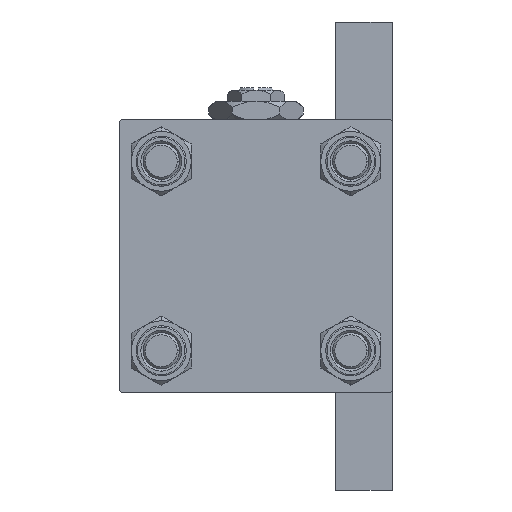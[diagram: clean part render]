
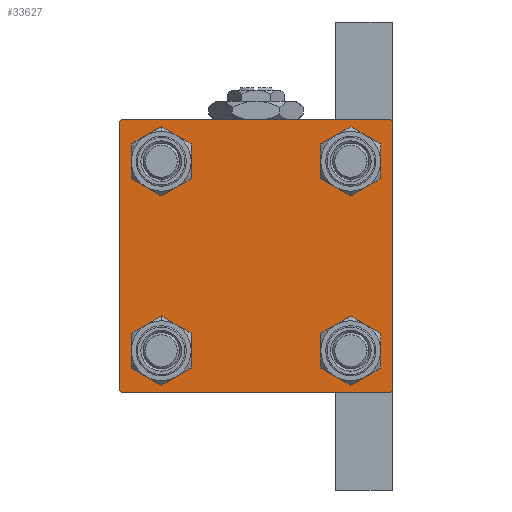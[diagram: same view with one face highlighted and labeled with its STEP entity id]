
A CAD part, left-side view. The second image highlights one B-rep face of the part: STEP entity #33627.
In plain terms, the highlighted planar face has unit normal (-1, 0, 0).
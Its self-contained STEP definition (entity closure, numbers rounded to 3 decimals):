
#598 = VERTEX_POINT ( 'NONE', #1441 ) ;
#1018 = EDGE_CURVE ( 'NONE', #14226, #20566, #21437, .T. ) ;
#1136 = EDGE_CURVE ( 'NONE', #7594, #598, #46751, .T. ) ;
#1441 = CARTESIAN_POINT ( 'NONE',  ( 0., -20.85, -25.35 ) ) ;
#2147 = CIRCLE ( 'NONE', #15209, 4.5 ) ;
#2238 = VERTEX_POINT ( 'NONE', #32077 ) ;
#2239 = ORIENTED_EDGE ( 'NONE', *, *, #1018, .T. ) ;
#2400 = LINE ( 'NONE', #37611, #43544 ) ;
#2565 = VECTOR ( 'NONE', #43782, 1000. ) ;
#2693 = VERTEX_POINT ( 'NONE', #13329 ) ;
#3606 = DIRECTION ( 'NONE',  ( 0., 0., 1. ) ) ;
#3935 = FACE_BOUND ( 'NONE', #27075, .T. ) ;
#4180 = DIRECTION ( 'NONE',  ( 0., 0., 1. ) ) ;
#4412 = EDGE_CURVE ( 'NONE', #37356, #11274, #47421, .T. ) ;
#5540 = CARTESIAN_POINT ( 'NONE',  ( 0., 20.85, 20.85 ) ) ;
#6610 = ORIENTED_EDGE ( 'NONE', *, *, #25739, .T. ) ;
#6839 = VERTEX_POINT ( 'NONE', #17633 ) ;
#6925 = VECTOR ( 'NONE', #18113, 1000. ) ;
#7269 = FACE_BOUND ( 'NONE', #9351, .T. ) ;
#7331 = DIRECTION ( 'NONE',  ( 1., 0., 0. ) ) ;
#7490 = CARTESIAN_POINT ( 'NONE',  ( 0., 30., 29.5 ) ) ;
#7594 = VERTEX_POINT ( 'NONE', #47475 ) ;
#7670 = DIRECTION ( 'NONE',  ( 1., 0., 0. ) ) ;
#8216 = DIRECTION ( 'NONE',  ( 0., -1., 0. ) ) ;
#8319 = AXIS2_PLACEMENT_3D ( 'NONE', #46263, #27160, #4180 ) ;
#9259 = CARTESIAN_POINT ( 'NONE',  ( 0., -20.85, 20.85 ) ) ;
#9351 = EDGE_LOOP ( 'NONE', ( #2239, #44171 ) ) ;
#9750 = ORIENTED_EDGE ( 'NONE', *, *, #28579, .T. ) ;
#9766 = DIRECTION ( 'NONE',  ( 1., 0., 0. ) ) ;
#10111 = VERTEX_POINT ( 'NONE', #42553 ) ;
#10718 = CARTESIAN_POINT ( 'NONE',  ( 0., 29.75, -29.75 ) ) ;
#10897 = DIRECTION ( 'NONE',  ( 0., 0., 1. ) ) ;
#10975 = VECTOR ( 'NONE', #8216, 1000. ) ;
#11131 = DIRECTION ( 'NONE',  ( 0., -1., 0. ) ) ;
#11274 = VERTEX_POINT ( 'NONE', #24455 ) ;
#11350 = FACE_BOUND ( 'NONE', #26061, .T. ) ;
#12089 = EDGE_LOOP ( 'NONE', ( #9750, #6610, #27793, #15250, #47336, #39859, #36959, #21277 ) ) ;
#13329 = CARTESIAN_POINT ( 'NONE',  ( 0., 29.5, 30. ) ) ;
#14164 = EDGE_CURVE ( 'NONE', #14223, #42718, #25173, .T. ) ;
#14223 = VERTEX_POINT ( 'NONE', #44031 ) ;
#14226 = VERTEX_POINT ( 'NONE', #17262 ) ;
#14241 = ORIENTED_EDGE ( 'NONE', *, *, #1136, .T. ) ;
#14334 = EDGE_CURVE ( 'NONE', #24742, #2238, #46055, .T. ) ;
#14566 = DIRECTION ( 'NONE',  ( 1., 0., 0. ) ) ;
#15209 = AXIS2_PLACEMENT_3D ( 'NONE', #23002, #34484, #3606 ) ;
#15250 = ORIENTED_EDGE ( 'NONE', *, *, #38998, .T. ) ;
#16407 = CARTESIAN_POINT ( 'NONE',  ( 0., -20.85, -20.85 ) ) ;
#16489 = AXIS2_PLACEMENT_3D ( 'NONE', #34879, #30288, #10897 ) ;
#16538 = ORIENTED_EDGE ( 'NONE', *, *, #4412, .T. ) ;
#17262 = CARTESIAN_POINT ( 'NONE',  ( 0., -20.85, 25.35 ) ) ;
#17633 = CARTESIAN_POINT ( 'NONE',  ( 0., 20.85, 25.35 ) ) ;
#17962 = EDGE_CURVE ( 'NONE', #14223, #36254, #28422, .T. ) ;
#18113 = DIRECTION ( 'NONE',  ( 0., -0.707, -0.707 ) ) ;
#18556 = DIRECTION ( 'NONE',  ( 0., 0.707, -0.707 ) ) ;
#18730 = CARTESIAN_POINT ( 'NONE',  ( 0., -29.5, 30. ) ) ;
#18883 = VECTOR ( 'NONE', #11131, 1000. ) ;
#18990 = CARTESIAN_POINT ( 'NONE',  ( 0., 29.5, -30. ) ) ;
#19393 = EDGE_CURVE ( 'NONE', #6839, #10111, #40241, .T. ) ;
#19999 = FACE_OUTER_BOUND ( 'NONE', #12089, .T. ) ;
#20039 = DIRECTION ( 'NONE',  ( 0., 0., -1. ) ) ;
#20566 = VERTEX_POINT ( 'NONE', #43753 ) ;
#20845 = VECTOR ( 'NONE', #18556, 1000. ) ;
#20847 = EDGE_CURVE ( 'NONE', #598, #7594, #36908, .T. ) ;
#21117 = DIRECTION ( 'NONE',  ( 0., 0., 1. ) ) ;
#21277 = ORIENTED_EDGE ( 'NONE', *, *, #44988, .T. ) ;
#21437 = CIRCLE ( 'NONE', #26353, 4.5 ) ;
#21802 = DIRECTION ( 'NONE',  ( 0., -0.707, 0.707 ) ) ;
#22176 = EDGE_CURVE ( 'NONE', #20566, #14226, #24692, .T. ) ;
#22389 = DIRECTION ( 'NONE',  ( 0., 0., 1. ) ) ;
#23002 = CARTESIAN_POINT ( 'NONE',  ( 0., 20.85, -20.85 ) ) ;
#23940 = AXIS2_PLACEMENT_3D ( 'NONE', #5540, #43799, #21117 ) ;
#23985 = CIRCLE ( 'NONE', #34554, 4.5 ) ;
#24322 = DIRECTION ( 'NONE',  ( 1., 0., 0. ) ) ;
#24455 = CARTESIAN_POINT ( 'NONE',  ( 0., 20.85, -16.35 ) ) ;
#24581 = EDGE_CURVE ( 'NONE', #2693, #36254, #42903, .T. ) ;
#24692 = CIRCLE ( 'NONE', #31234, 4.5 ) ;
#24742 = VERTEX_POINT ( 'NONE', #18990 ) ;
#25173 = LINE ( 'NONE', #28251, #2565 ) ;
#25739 = EDGE_CURVE ( 'NONE', #42614, #24742, #36766, .T. ) ;
#26061 = EDGE_LOOP ( 'NONE', ( #34397, #36112 ) ) ;
#26353 = AXIS2_PLACEMENT_3D ( 'NONE', #30901, #14566, #30134 ) ;
#27075 = EDGE_LOOP ( 'NONE', ( #44321, #16538 ) ) ;
#27160 = DIRECTION ( 'NONE',  ( -1., 0., 0. ) ) ;
#27793 = ORIENTED_EDGE ( 'NONE', *, *, #14334, .T. ) ;
#28026 = AXIS2_PLACEMENT_3D ( 'NONE', #35709, #7670, #31643 ) ;
#28041 = VERTEX_POINT ( 'NONE', #7490 ) ;
#28251 = CARTESIAN_POINT ( 'NONE',  ( 0., -30., 30. ) ) ;
#28422 = LINE ( 'NONE', #43954, #28751 ) ;
#28579 = EDGE_CURVE ( 'NONE', #28041, #42614, #38930, .T. ) ;
#28673 = DIRECTION ( 'NONE',  ( 0., 0.707, 0.707 ) ) ;
#28751 = VECTOR ( 'NONE', #28673, 1000. ) ;
#29277 = EDGE_CURVE ( 'NONE', #11274, #37356, #2147, .T. ) ;
#30134 = DIRECTION ( 'NONE',  ( 0., 0., 1. ) ) ;
#30142 = EDGE_LOOP ( 'NONE', ( #14241, #42570 ) ) ;
#30288 = DIRECTION ( 'NONE',  ( 1., 0., 0. ) ) ;
#30521 = CARTESIAN_POINT ( 'NONE',  ( 0., 30., -30. ) ) ;
#30808 = CARTESIAN_POINT ( 'NONE',  ( 0., 20.85, 20.85 ) ) ;
#30901 = CARTESIAN_POINT ( 'NONE',  ( 0., -20.85, 20.85 ) ) ;
#31234 = AXIS2_PLACEMENT_3D ( 'NONE', #9259, #24322, #32225 ) ;
#31248 = PLANE ( 'NONE',  #8319 ) ;
#31643 = DIRECTION ( 'NONE',  ( 0., 0., 1. ) ) ;
#32077 = CARTESIAN_POINT ( 'NONE',  ( 0., -29.5, -30. ) ) ;
#32225 = DIRECTION ( 'NONE',  ( 0., 0., 1. ) ) ;
#33174 = CARTESIAN_POINT ( 'NONE',  ( 0., -30., -29.5 ) ) ;
#33627 = ADVANCED_FACE ( 'NONE', ( #7269, #42698, #3935, #11350, #19999 ), #31248, .T. ) ;
#34397 = ORIENTED_EDGE ( 'NONE', *, *, #19393, .T. ) ;
#34484 = DIRECTION ( 'NONE',  ( 1., 0., 0. ) ) ;
#34554 = AXIS2_PLACEMENT_3D ( 'NONE', #30808, #7331, #22389 ) ;
#34879 = CARTESIAN_POINT ( 'NONE',  ( 0., 20.85, -20.85 ) ) ;
#35709 = CARTESIAN_POINT ( 'NONE',  ( 0., -20.85, -20.85 ) ) ;
#36112 = ORIENTED_EDGE ( 'NONE', *, *, #38139, .T. ) ;
#36254 = VERTEX_POINT ( 'NONE', #18730 ) ;
#36565 = CARTESIAN_POINT ( 'NONE',  ( 0., 20.85, -25.35 ) ) ;
#36766 = LINE ( 'NONE', #10718, #6925 ) ;
#36908 = CIRCLE ( 'NONE', #44191, 4.5 ) ;
#36959 = ORIENTED_EDGE ( 'NONE', *, *, #24581, .F. ) ;
#37356 = VERTEX_POINT ( 'NONE', #36565 ) ;
#37611 = CARTESIAN_POINT ( 'NONE',  ( 0., -29.75, -29.75 ) ) ;
#37701 = CARTESIAN_POINT ( 'NONE',  ( 0., 29.75, 29.75 ) ) ;
#38139 = EDGE_CURVE ( 'NONE', #10111, #6839, #23985, .T. ) ;
#38602 = CARTESIAN_POINT ( 'NONE',  ( 0., 30., 30. ) ) ;
#38930 = LINE ( 'NONE', #46306, #39618 ) ;
#38998 = EDGE_CURVE ( 'NONE', #2238, #42718, #2400, .T. ) ;
#39618 = VECTOR ( 'NONE', #20039, 1000. ) ;
#39859 = ORIENTED_EDGE ( 'NONE', *, *, #17962, .T. ) ;
#40136 = DIRECTION ( 'NONE',  ( 0., 0., 1. ) ) ;
#40241 = CIRCLE ( 'NONE', #23940, 4.5 ) ;
#41694 = CARTESIAN_POINT ( 'NONE',  ( 0., 30., -29.5 ) ) ;
#42553 = CARTESIAN_POINT ( 'NONE',  ( 0., 20.85, 16.35 ) ) ;
#42570 = ORIENTED_EDGE ( 'NONE', *, *, #20847, .T. ) ;
#42614 = VERTEX_POINT ( 'NONE', #41694 ) ;
#42698 = FACE_BOUND ( 'NONE', #30142, .T. ) ;
#42718 = VERTEX_POINT ( 'NONE', #33174 ) ;
#42903 = LINE ( 'NONE', #38602, #10975 ) ;
#43544 = VECTOR ( 'NONE', #21802, 1000. ) ;
#43753 = CARTESIAN_POINT ( 'NONE',  ( 0., -20.85, 16.35 ) ) ;
#43782 = DIRECTION ( 'NONE',  ( 0., 0., -1. ) ) ;
#43799 = DIRECTION ( 'NONE',  ( 1., 0., 0. ) ) ;
#43954 = CARTESIAN_POINT ( 'NONE',  ( 0., -29.75, 29.75 ) ) ;
#44031 = CARTESIAN_POINT ( 'NONE',  ( 0., -30., 29.5 ) ) ;
#44171 = ORIENTED_EDGE ( 'NONE', *, *, #22176, .T. ) ;
#44191 = AXIS2_PLACEMENT_3D ( 'NONE', #16407, #9766, #40136 ) ;
#44321 = ORIENTED_EDGE ( 'NONE', *, *, #29277, .T. ) ;
#44988 = EDGE_CURVE ( 'NONE', #2693, #28041, #45327, .T. ) ;
#45327 = LINE ( 'NONE', #37701, #20845 ) ;
#46055 = LINE ( 'NONE', #30521, #18883 ) ;
#46263 = CARTESIAN_POINT ( 'NONE',  ( 0., 0., 0. ) ) ;
#46306 = CARTESIAN_POINT ( 'NONE',  ( 0., 30., 30. ) ) ;
#46751 = CIRCLE ( 'NONE', #28026, 4.5 ) ;
#47336 = ORIENTED_EDGE ( 'NONE', *, *, #14164, .F. ) ;
#47421 = CIRCLE ( 'NONE', #16489, 4.5 ) ;
#47475 = CARTESIAN_POINT ( 'NONE',  ( 0., -20.85, -16.35 ) ) ;
